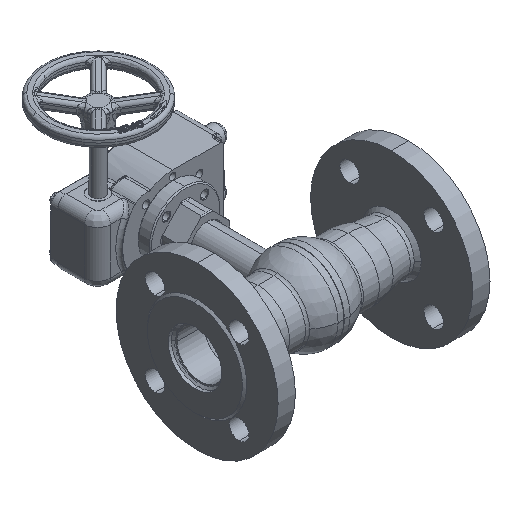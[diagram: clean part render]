
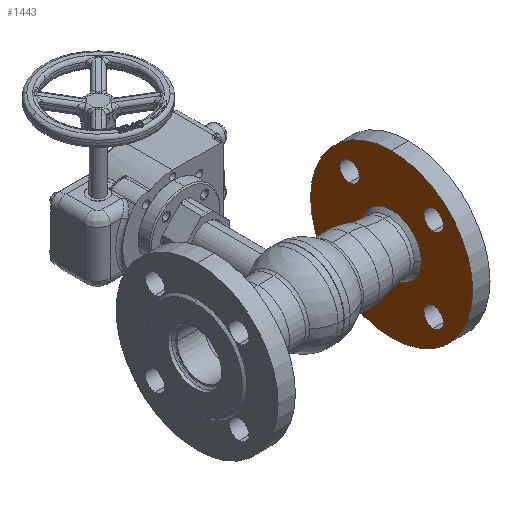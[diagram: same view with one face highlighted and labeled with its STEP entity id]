
A CAD part, isometric view. The second image highlights one B-rep face of the part: STEP entity #1443.
In plain terms, the highlighted planar face has unit normal (-1, 0, 0).
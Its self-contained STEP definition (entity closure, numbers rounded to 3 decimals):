
#335 = FACE_BOUND ( 'NONE', #5691, .T. ) ;
#928 = AXIS2_PLACEMENT_3D ( 'NONE', #33892, #28302, #14076 ) ;
#1175 = EDGE_LOOP ( 'NONE', ( #11704, #34443 ) ) ;
#1185 = CIRCLE ( 'NONE', #34896, 9. ) ;
#1443 = ADVANCED_FACE ( 'NONE', ( #32253, #25734, #10924, #29740, #12633, #335 ), #9183, .F. ) ;
#1776 = DIRECTION ( 'NONE',  ( 0., 0., -1. ) ) ;
#2236 = CARTESIAN_POINT ( 'NONE',  ( 82., 71.142, -75. ) ) ;
#2433 = DIRECTION ( 'NONE',  ( -1., 0., 0. ) ) ;
#3030 = CIRCLE ( 'NONE', #7950, 9. ) ;
#3447 = ORIENTED_EDGE ( 'NONE', *, *, #18490, .F. ) ;
#3496 = CIRCLE ( 'NONE', #21316, 75. ) ;
#3599 = CARTESIAN_POINT ( 'NONE',  ( 82., 146.142, 0. ) ) ;
#3814 = AXIS2_PLACEMENT_3D ( 'NONE', #28345, #34116, #31226 ) ;
#3903 = AXIS2_PLACEMENT_3D ( 'NONE', #12644, #24377, #9389 ) ;
#4120 = ORIENTED_EDGE ( 'NONE', *, *, #6236, .F. ) ;
#4202 = VERTEX_POINT ( 'NONE', #8627 ) ;
#4618 = CIRCLE ( 'NONE', #928, 24.75 ) ;
#5691 = EDGE_LOOP ( 'NONE', ( #37175, #22486 ) ) ;
#6236 = EDGE_CURVE ( 'NONE', #21417, #7149, #3030, .T. ) ;
#6364 = CIRCLE ( 'NONE', #3903, 75. ) ;
#6408 = EDGE_CURVE ( 'NONE', #9357, #14591, #1185, .T. ) ;
#6723 = ORIENTED_EDGE ( 'NONE', *, *, #29214, .F. ) ;
#7084 = DIRECTION ( 'NONE',  ( 0., 0., -1. ) ) ;
#7149 = VERTEX_POINT ( 'NONE', #33339 ) ;
#7482 = AXIS2_PLACEMENT_3D ( 'NONE', #28113, #7943, #1776 ) ;
#7943 = DIRECTION ( 'NONE',  ( -1., 0., 0. ) ) ;
#7950 = AXIS2_PLACEMENT_3D ( 'NONE', #37542, #28496, #32150 ) ;
#8271 = AXIS2_PLACEMENT_3D ( 'NONE', #9351, #12043, #32036 ) ;
#8627 = CARTESIAN_POINT ( 'NONE',  ( 82., 71.142, -24.75 ) ) ;
#9042 = VERTEX_POINT ( 'NONE', #20351 ) ;
#9183 = PLANE ( 'NONE',  #22753 ) ;
#9351 = CARTESIAN_POINT ( 'NONE',  ( 82., 110.033, 38.891 ) ) ;
#9357 = VERTEX_POINT ( 'NONE', #34283 ) ;
#9389 = DIRECTION ( 'NONE',  ( 0., 0., -1. ) ) ;
#10141 = EDGE_CURVE ( 'NONE', #33906, #33187, #19322, .T. ) ;
#10165 = CARTESIAN_POINT ( 'NONE',  ( 82., 110.033, 29.891 ) ) ;
#10924 = FACE_BOUND ( 'NONE', #1175, .T. ) ;
#11367 = EDGE_CURVE ( 'NONE', #9042, #4202, #4618, .T. ) ;
#11704 = ORIENTED_EDGE ( 'NONE', *, *, #36914, .F. ) ;
#12043 = DIRECTION ( 'NONE',  ( -1., 0., 0. ) ) ;
#12553 = VERTEX_POINT ( 'NONE', #27650 ) ;
#12633 = FACE_OUTER_BOUND ( 'NONE', #32125, .T. ) ;
#12644 = CARTESIAN_POINT ( 'NONE',  ( 82., 71.142, 0. ) ) ;
#12915 = ORIENTED_EDGE ( 'NONE', *, *, #37957, .F. ) ;
#13694 = EDGE_CURVE ( 'NONE', #28943, #36091, #6364, .T. ) ;
#14076 = DIRECTION ( 'NONE',  ( 0., 0., -1. ) ) ;
#14251 = CIRCLE ( 'NONE', #3814, 9. ) ;
#14306 = CIRCLE ( 'NONE', #24742, 9. ) ;
#14591 = VERTEX_POINT ( 'NONE', #25755 ) ;
#16119 = AXIS2_PLACEMENT_3D ( 'NONE', #20714, #2433, #32428 ) ;
#17107 = DIRECTION ( 'NONE',  ( -1., 0., 0. ) ) ;
#17175 = EDGE_CURVE ( 'NONE', #4202, #9042, #37375, .T. ) ;
#17662 = EDGE_LOOP ( 'NONE', ( #37740, #18567 ) ) ;
#18381 = CARTESIAN_POINT ( 'NONE',  ( 82., 71.142, 0. ) ) ;
#18490 = EDGE_CURVE ( 'NONE', #36091, #28943, #3496, .T. ) ;
#18501 = CARTESIAN_POINT ( 'NONE',  ( 82., 110.033, 38.891 ) ) ;
#18567 = ORIENTED_EDGE ( 'NONE', *, *, #10141, .F. ) ;
#19169 = CARTESIAN_POINT ( 'NONE',  ( 82., 32.252, -38.891 ) ) ;
#19322 = CIRCLE ( 'NONE', #8271, 9. ) ;
#19692 = CARTESIAN_POINT ( 'NONE',  ( 82., 32.252, 29.891 ) ) ;
#20351 = CARTESIAN_POINT ( 'NONE',  ( 82., 71.142, 24.75 ) ) ;
#20714 = CARTESIAN_POINT ( 'NONE',  ( 82., 110.033, -38.891 ) ) ;
#21316 = AXIS2_PLACEMENT_3D ( 'NONE', #21710, #33415, #7084 ) ;
#21417 = VERTEX_POINT ( 'NONE', #19692 ) ;
#21710 = CARTESIAN_POINT ( 'NONE',  ( 82., 71.142, 0. ) ) ;
#22099 = ORIENTED_EDGE ( 'NONE', *, *, #13694, .F. ) ;
#22235 = DIRECTION ( 'NONE',  ( 0., 0., -1. ) ) ;
#22407 = VERTEX_POINT ( 'NONE', #36578 ) ;
#22486 = ORIENTED_EDGE ( 'NONE', *, *, #11367, .T. ) ;
#22600 = DIRECTION ( 'NONE',  ( -1., 0., 0. ) ) ;
#22753 = AXIS2_PLACEMENT_3D ( 'NONE', #3599, #32634, #29921 ) ;
#22887 = DIRECTION ( 'NONE',  ( 0., 0., -1. ) ) ;
#24071 = CIRCLE ( 'NONE', #7482, 9. ) ;
#24264 = DIRECTION ( 'NONE',  ( 0., 0., -1. ) ) ;
#24367 = EDGE_LOOP ( 'NONE', ( #37374, #6723 ) ) ;
#24377 = DIRECTION ( 'NONE',  ( 1., 0., 0. ) ) ;
#24737 = EDGE_CURVE ( 'NONE', #33187, #33906, #14306, .T. ) ;
#24742 = AXIS2_PLACEMENT_3D ( 'NONE', #18501, #27678, #24264 ) ;
#25263 = AXIS2_PLACEMENT_3D ( 'NONE', #25388, #17107, #22887 ) ;
#25388 = CARTESIAN_POINT ( 'NONE',  ( 82., 32.252, -38.891 ) ) ;
#25734 = FACE_BOUND ( 'NONE', #33821, .T. ) ;
#25755 = CARTESIAN_POINT ( 'NONE',  ( 82., 32.252, -47.891 ) ) ;
#27650 = CARTESIAN_POINT ( 'NONE',  ( 82., 110.033, -47.891 ) ) ;
#27678 = DIRECTION ( 'NONE',  ( -1., 0., 0. ) ) ;
#28113 = CARTESIAN_POINT ( 'NONE',  ( 82., 32.252, 38.891 ) ) ;
#28302 = DIRECTION ( 'NONE',  ( 1., 0., 0. ) ) ;
#28345 = CARTESIAN_POINT ( 'NONE',  ( 82., 110.033, -38.891 ) ) ;
#28496 = DIRECTION ( 'NONE',  ( -1., 0., 0. ) ) ;
#28943 = VERTEX_POINT ( 'NONE', #2236 ) ;
#29214 = EDGE_CURVE ( 'NONE', #22407, #12553, #14251, .T. ) ;
#29381 = AXIS2_PLACEMENT_3D ( 'NONE', #18381, #30647, #30078 ) ;
#29740 = FACE_BOUND ( 'NONE', #24367, .T. ) ;
#29882 = EDGE_CURVE ( 'NONE', #12553, #22407, #33916, .T. ) ;
#29921 = DIRECTION ( 'NONE',  ( 0., 0., -1. ) ) ;
#30078 = DIRECTION ( 'NONE',  ( 0., 0., -1. ) ) ;
#30647 = DIRECTION ( 'NONE',  ( 1., 0., 0. ) ) ;
#31226 = DIRECTION ( 'NONE',  ( 0., 0., -1. ) ) ;
#31649 = CARTESIAN_POINT ( 'NONE',  ( 82., 71.142, 75. ) ) ;
#32036 = DIRECTION ( 'NONE',  ( 0., 0., -1. ) ) ;
#32125 = EDGE_LOOP ( 'NONE', ( #22099, #3447 ) ) ;
#32150 = DIRECTION ( 'NONE',  ( 0., 0., -1. ) ) ;
#32253 = FACE_BOUND ( 'NONE', #17662, .T. ) ;
#32428 = DIRECTION ( 'NONE',  ( 0., 0., -1. ) ) ;
#32504 = CARTESIAN_POINT ( 'NONE',  ( 82., 110.033, 47.891 ) ) ;
#32634 = DIRECTION ( 'NONE',  ( 1., 0., 0. ) ) ;
#33187 = VERTEX_POINT ( 'NONE', #10165 ) ;
#33339 = CARTESIAN_POINT ( 'NONE',  ( 82., 32.252, 47.891 ) ) ;
#33415 = DIRECTION ( 'NONE',  ( 1., 0., 0. ) ) ;
#33821 = EDGE_LOOP ( 'NONE', ( #4120, #12915 ) ) ;
#33892 = CARTESIAN_POINT ( 'NONE',  ( 82., 71.142, 0. ) ) ;
#33906 = VERTEX_POINT ( 'NONE', #32504 ) ;
#33916 = CIRCLE ( 'NONE', #16119, 9. ) ;
#34116 = DIRECTION ( 'NONE',  ( -1., 0., 0. ) ) ;
#34283 = CARTESIAN_POINT ( 'NONE',  ( 82., 32.252, -29.891 ) ) ;
#34443 = ORIENTED_EDGE ( 'NONE', *, *, #6408, .F. ) ;
#34896 = AXIS2_PLACEMENT_3D ( 'NONE', #19169, #22600, #22235 ) ;
#35703 = CIRCLE ( 'NONE', #25263, 9. ) ;
#36091 = VERTEX_POINT ( 'NONE', #31649 ) ;
#36578 = CARTESIAN_POINT ( 'NONE',  ( 82., 110.033, -29.891 ) ) ;
#36914 = EDGE_CURVE ( 'NONE', #14591, #9357, #35703, .T. ) ;
#37175 = ORIENTED_EDGE ( 'NONE', *, *, #17175, .T. ) ;
#37374 = ORIENTED_EDGE ( 'NONE', *, *, #29882, .F. ) ;
#37375 = CIRCLE ( 'NONE', #29381, 24.75 ) ;
#37542 = CARTESIAN_POINT ( 'NONE',  ( 82., 32.252, 38.891 ) ) ;
#37740 = ORIENTED_EDGE ( 'NONE', *, *, #24737, .F. ) ;
#37957 = EDGE_CURVE ( 'NONE', #7149, #21417, #24071, .T. ) ;
